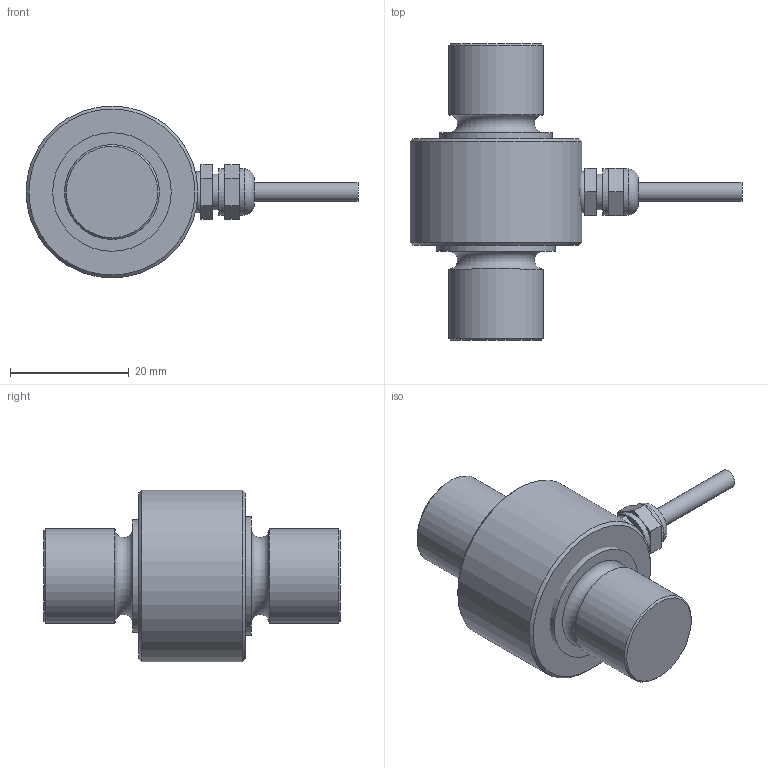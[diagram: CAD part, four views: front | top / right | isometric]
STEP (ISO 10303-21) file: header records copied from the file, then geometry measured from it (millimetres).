
FILE_DESCRIPTION( ( 'Unknown' ), '1' );
FILE_NAME( 'K-100_50kN.stp', 'Unknown', ( 'Unknown' ), ( 'Unknown' ), 'PSStep 17.0.49', 'Unknown', ' ' );
FILE_SCHEMA( ( 'AUTOMOTIVE_DESIGN { 1 0 10303 214 1 1 1 1 }' ) );
Length unit declared in the file: millimetre
Products named in the file (6): Assem1; 1310-001_DOC-00065562; 1310-002_DOC-00065565; kv m6x1_doc-00040935; kabeldurchmesser 3,2_doc-00040959
Assembly tree (5 placements, depth 2):
  Assem1
    1310-001_DOC-00065562
    1310-001_DOC-00065562
    1310-002_DOC-00065565
    kv m6x1_doc-00040935
    kabeldurchmesser 3,2_doc-00040959
Bounding box: 56 x 50 x 29 mm (x, y, z)
Volume: 20579.2 mm3; surface area: 7148.1 mm2
Topology: 5 solids, 5 shells, 51 faces, 95 edges, 62 vertices
Faces by surface type: plane 29, cylinder 13, cone 5, torus 4
Full cylindrical faces by diameter (mm): 3.2 x2, 4.917 x1, 6 x2, 7.8 x2, 16 x2, 19 x1, 20 x1, 29 x1
Entity records: 1746 total; most frequent: CARTESIAN_POINT 298, DIRECTION 212, ORIENTED_EDGE 138, AXIS2_PLACEMENT_3D 88, EDGE_LOOP 82, EDGE_CURVE 69, FACE_OUTER_BOUND 67, VERTEX_POINT 58
